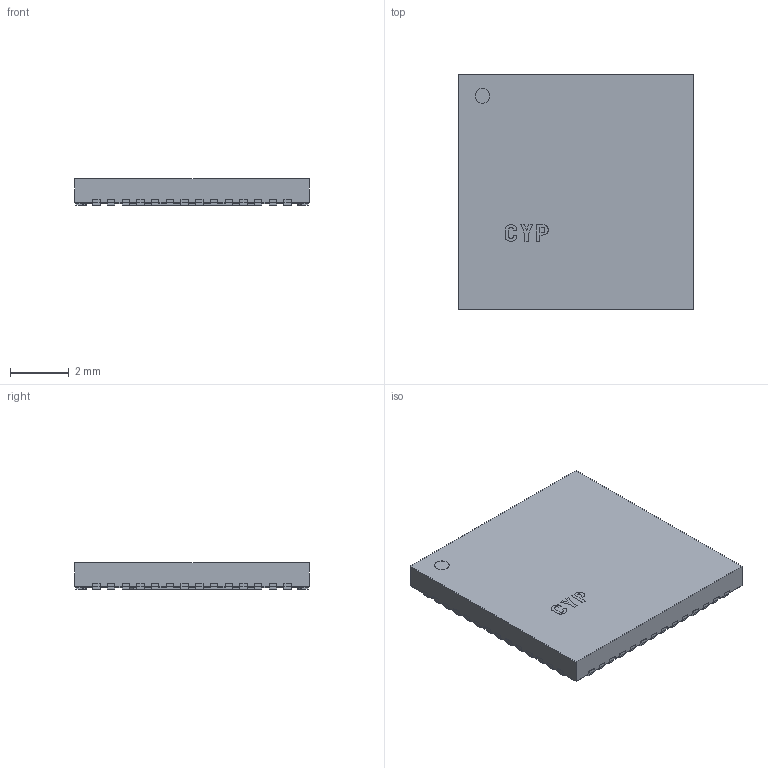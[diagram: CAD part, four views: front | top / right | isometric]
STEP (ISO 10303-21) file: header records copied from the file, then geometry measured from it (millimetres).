
FILE_DESCRIPTION(/* description */ (''),/* implementation_level */ '2;1');
FILE_NAME(/* name */ 'PG-VQFN-56-10_Z8B00245108_V02_3D.stp',/* time_stamp */ '2025-05-14T13:00:27+05:30',/* author */ ('sivamani'),/* organization */ (''),/* preprocessor_version */ 'ST-DEVELOPER v19.2',/* originating_system */ 'AutoCAD Mechanical',/* authorisation */ '');
FILE_SCHEMA (('AUTOMOTIVE_DESIGN { 1 0 10303 214 3 1 1 }'));
Length unit declared in the file: millimetre
Products named in the file (1): Product
Bounding box: 8 x 8 x 0.9 mm (x, y, z)
Volume: 55.4 mm3; surface area: 235.2 mm2
Topology: 62 solids, 62 shells, 886 faces, 2280 edges, 1520 vertices
Faces by surface type: plane 745, cylinder 130, bspline 11
Full cylindrical faces by diameter (mm): 0.5 x2
Entity records: 26617 total; most frequent: CARTESIAN_POINT 4898, ORIENTED_EDGE 4560, DIRECTION 4246, EDGE_CURVE 2280, LINE 1974, VECTOR 1974, VERTEX_POINT 1520, AXIS2_PLACEMENT_3D 1136
